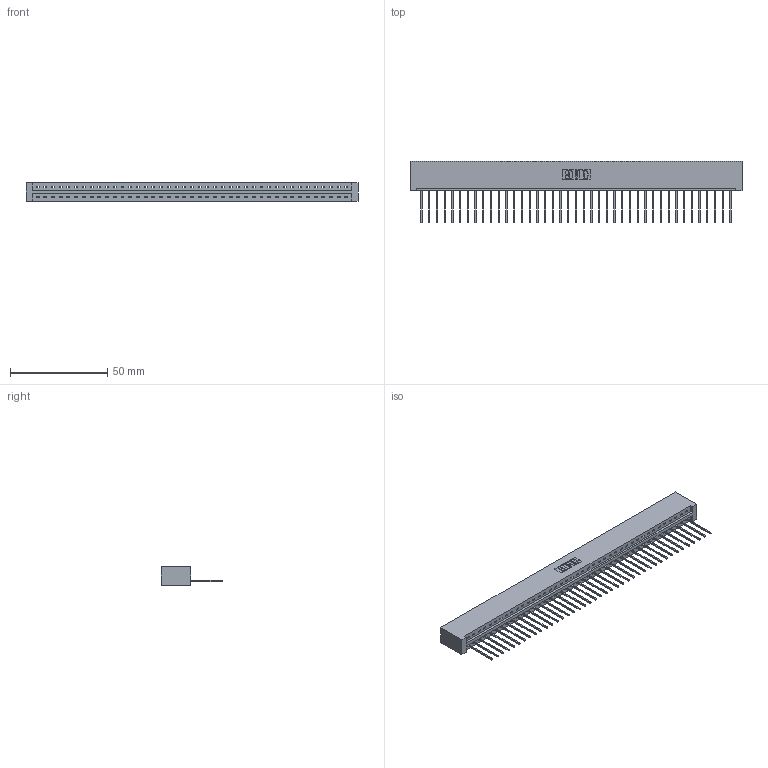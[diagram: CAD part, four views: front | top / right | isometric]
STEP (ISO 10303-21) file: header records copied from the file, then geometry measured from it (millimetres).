
FILE_DESCRIPTION (( 'STEP AP203' ), '1' );
FILE_NAME ('387-041-542-101.STEP', '2019-10-04T20:00:56', ( '' ), ( '' ), 'SwSTEP 2.0', 'SolidWorks 2016', '' );
FILE_SCHEMA (( 'CONFIG_CONTROL_DESIGN' ));
Length unit declared in the file: inch
Products named in the file (3): 337 Part_No Mounting Lugs; 387-041-542-101; 345-292-001_345-293-142
Assembly tree (42 placements, depth 2):
  387-041-542-101
    337 Part_No Mounting Lugs
    345-292-001_345-293-142  x41
Bounding box: 170.33 x 31.63 x 9.4 mm (x, y, z)
Volume: 18520.6 mm3; surface area: 19714.2 mm2
Topology: 42 solids, 42 shells, 2648 faces, 7995 edges, 5274 vertices
Faces by surface type: plane 1952, cylinder 696
Entity records: 30347 total; most frequent: CARTESIAN_POINT 5293, ORIENTED_EDGE 5270, DIRECTION 4449, EDGE_CURVE 2635, LINE 2515, VECTOR 2515, VERTEX_POINT 1754, AXIS2_PLACEMENT_3D 967
